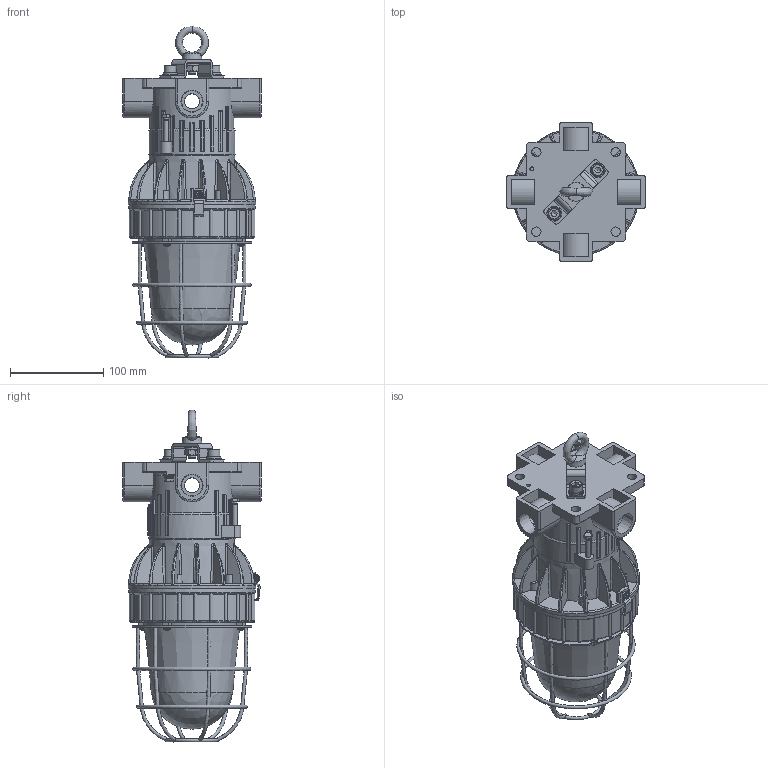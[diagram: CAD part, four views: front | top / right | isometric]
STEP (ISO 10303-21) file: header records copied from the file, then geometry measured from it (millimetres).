
FILE_DESCRIPTION((''),'2;1');
FILE_NAME('СГЖ01-1240С_Р_12DC.stp','2017-04-18T09:54:29',('A.I.Eshenko'),(''),'Autodesk Inventor 2012','Autodesk Inventor 2012','');
FILE_SCHEMA(('AUTOMOTIVE_DESIGN { 1 0 10303 214 1 1 1 1 }'));
Length unit declared in the file: millimetre
Products named in the file (1): СГЖ01-1240С_Р_12DC_Внешний контур_1
Bounding box: 148 x 148 x 355.24 mm (x, y, z)
Surface area: 390706.4 mm2 (no closed solid volume)
Topology: 0 solids, 88 shells, 2021 faces, 4754 edges, 2946 vertices
Faces by surface type: plane 865, cylinder 390, bspline 377, cone 197, sphere 96, torus 90, revolution 6
Full cylindrical faces by diameter (mm): 3.2 x12, 3.621 x5, 3.9 x4, 4 x6, 4.1 x3, 4.567 x2, 4.8 x1, 5 x6, 5.1 x1, 5.2 x1, 6 x1, 6.647 x3, 6.7 x2, 7 x1, 8 x3, 8.3 x3, 8.4 x3, 9.8 x1, 10 x4, 12 x2, 13 x2, 16 x7, 18.7 x3, 22.6 x4, 79.4 x1, 80 x1, 81.8 x1, 82.7 x1, 85.6 x1, 90.4 x1
Entity records: 73706 total; most frequent: CARTESIAN_POINT 29462, ORIENTED_EDGE 9042, DIRECTION 7667, EDGE_CURVE 4521, AXIS2_PLACEMENT_3D 2977, VERTEX_POINT 2856, EDGE_LOOP 2411, FACE_OUTER_BOUND 2020
